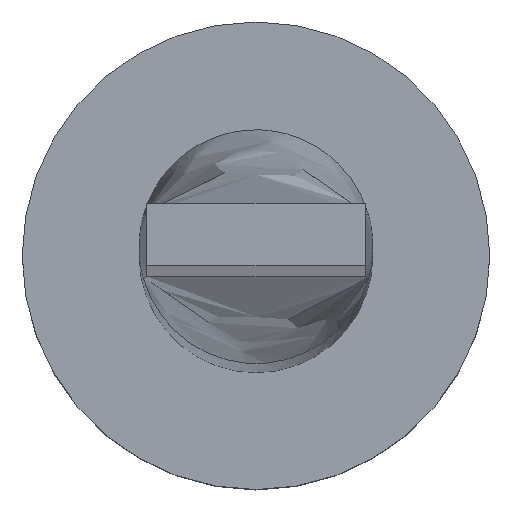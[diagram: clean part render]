
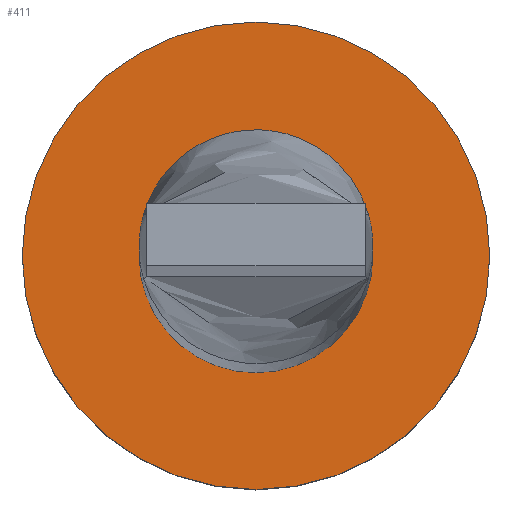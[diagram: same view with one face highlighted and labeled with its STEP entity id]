
A CAD part, top view. The second image highlights one B-rep face of the part: STEP entity #411.
In plain terms, the highlighted planar face has unit normal (0, 0, 1).
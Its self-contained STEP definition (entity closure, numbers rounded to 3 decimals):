
#2 = VERTEX_POINT ( 'NONE', #534 ) ;
#11 = DIRECTION ( 'NONE',  ( 0., 0., 1. ) ) ;
#15 = DIRECTION ( 'NONE',  ( 0., 0., 1. ) ) ;
#23 = DIRECTION ( 'NONE',  ( 1., 0., 0. ) ) ;
#25 = CIRCLE ( 'NONE', #169, 1.5 ) ;
#30 = CARTESIAN_POINT ( 'NONE',  ( 0., 0., 3. ) ) ;
#41 = EDGE_LOOP ( 'NONE', ( #345, #325 ) ) ;
#58 = AXIS2_PLACEMENT_3D ( 'NONE', #461, #11, #184 ) ;
#75 = VERTEX_POINT ( 'NONE', #165 ) ;
#88 = FACE_BOUND ( 'NONE', #291, .T. ) ;
#94 = DIRECTION ( 'NONE',  ( 1., 0., 0. ) ) ;
#102 = VERTEX_POINT ( 'NONE', #140 ) ;
#131 = EDGE_CURVE ( 'NONE', #75, #102, #25, .T. ) ;
#134 = ORIENTED_EDGE ( 'NONE', *, *, #131, .F. ) ;
#140 = CARTESIAN_POINT ( 'NONE',  ( -1.5, 0., 3. ) ) ;
#142 = DIRECTION ( 'NONE',  ( 0., 0., 1. ) ) ;
#147 = EDGE_CURVE ( 'NONE', #102, #75, #496, .T. ) ;
#165 = CARTESIAN_POINT ( 'NONE',  ( 1.5, 0., 3. ) ) ;
#169 = AXIS2_PLACEMENT_3D ( 'NONE', #427, #15, #94 ) ;
#184 = DIRECTION ( 'NONE',  ( 1., 0., 0. ) ) ;
#192 = FACE_OUTER_BOUND ( 'NONE', #41, .T. ) ;
#224 = EDGE_CURVE ( 'NONE', #314, #2, #384, .T. ) ;
#249 = CIRCLE ( 'NONE', #58, 3. ) ;
#270 = CARTESIAN_POINT ( 'NONE',  ( 0., 0., 3. ) ) ;
#291 = EDGE_LOOP ( 'NONE', ( #543, #134 ) ) ;
#314 = VERTEX_POINT ( 'NONE', #541 ) ;
#318 = AXIS2_PLACEMENT_3D ( 'NONE', #30, #555, #23 ) ;
#325 = ORIENTED_EDGE ( 'NONE', *, *, #437, .T. ) ;
#338 = DIRECTION ( 'NONE',  ( 1., 0., 0. ) ) ;
#343 = DIRECTION ( 'NONE',  ( 0., 0., 1. ) ) ;
#345 = ORIENTED_EDGE ( 'NONE', *, *, #224, .T. ) ;
#382 = PLANE ( 'NONE',  #521 ) ;
#384 = CIRCLE ( 'NONE', #532, 3. ) ;
#411 = ADVANCED_FACE ( 'NONE', ( #88, #192 ), #382, .T. ) ;
#427 = CARTESIAN_POINT ( 'NONE',  ( 0., 0., 3. ) ) ;
#437 = EDGE_CURVE ( 'NONE', #2, #314, #249, .T. ) ;
#439 = DIRECTION ( 'NONE',  ( 1., 0., 0. ) ) ;
#461 = CARTESIAN_POINT ( 'NONE',  ( 0., 0., 3. ) ) ;
#496 = CIRCLE ( 'NONE', #318, 1.5 ) ;
#521 = AXIS2_PLACEMENT_3D ( 'NONE', #270, #142, #338 ) ;
#532 = AXIS2_PLACEMENT_3D ( 'NONE', #572, #343, #439 ) ;
#534 = CARTESIAN_POINT ( 'NONE',  ( 3., 0., 3. ) ) ;
#541 = CARTESIAN_POINT ( 'NONE',  ( -3., 0., 3. ) ) ;
#543 = ORIENTED_EDGE ( 'NONE', *, *, #147, .F. ) ;
#555 = DIRECTION ( 'NONE',  ( 0., 0., 1. ) ) ;
#572 = CARTESIAN_POINT ( 'NONE',  ( 0., 0., 3. ) ) ;
